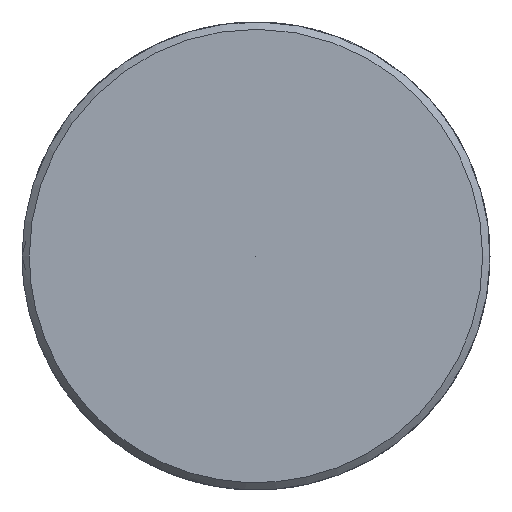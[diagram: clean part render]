
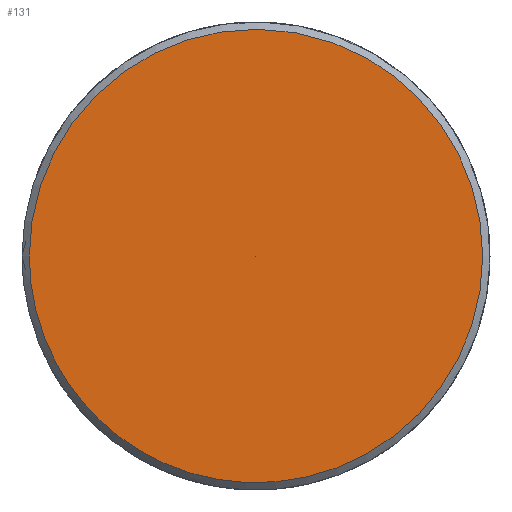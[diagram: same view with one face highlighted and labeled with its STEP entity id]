
A CAD part, left-side view. The second image highlights one B-rep face of the part: STEP entity #131.
In plain terms, the highlighted free-form (B-spline) face has degree [5, 1] with [6, 2] control points.
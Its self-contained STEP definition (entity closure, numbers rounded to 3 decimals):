
#59 = CARTESIAN_POINT ('', (-150., 7.75, 0.));
#60 = VERTEX_POINT ('', #59);
#68 = CARTESIAN_POINT ('', (-150., 7.75, 0.));
#69 = CARTESIAN_POINT ('', (-150., 7.75, 31.));
#70 = CARTESIAN_POINT ('', (-150., -23.25, 15.5));
#71 = CARTESIAN_POINT ('', (-150., -23.25, -15.5));
#72 = CARTESIAN_POINT ('', (-150., 7.75, -31.));
#73 = CARTESIAN_POINT ('', (-150., 7.75, 0.));
#74 = (
   BOUNDED_CURVE ()
   B_SPLINE_CURVE (5, (#68, #69, #70, #71, #72, #73), .UNSPECIFIED., .T., .U.)
   B_SPLINE_CURVE_WITH_KNOTS ((6, 6), (0., 1.), .UNSPECIFIED.)
   CURVE ()
   GEOMETRIC_REPRESENTATION_ITEM ()
   RATIONAL_B_SPLINE_CURVE ((5., 1., 1., 1., 1., 5.))
   REPRESENTATION_ITEM ('')
);
#75 = EDGE_CURVE ('', #60, #60, #74, .T.);
#107 = CARTESIAN_POINT ('', (-150., 0., 0.));
#108 = VERTEX_POINT ('', #107);
#109 = CARTESIAN_POINT ('', (-150., 0., 0.));
#110 = CARTESIAN_POINT ('', (-150., 7.75, 0.));
#111 = B_SPLINE_CURVE_WITH_KNOTS ('', 1, (#109, #110), .UNSPECIFIED., .F., .U., (2, 2), (0., 1.), .UNSPECIFIED.);
#112 = EDGE_CURVE ('', #108, #60, #111, .T.);
#113 = ORIENTED_EDGE ('', *, *, #112, .F.);
#114 = ORIENTED_EDGE ('', *, *, #112, .T.);
#115 = ORIENTED_EDGE ('', *, *, #75, .F.);
#116 = EDGE_LOOP ('', (#113, #114, #115));
#117 = FACE_OUTER_BOUND ('', #116, .T.);
#118 = CARTESIAN_POINT ('', (-150., 0., 0.));
#119 = CARTESIAN_POINT ('', (-150., 7.75, 0.));
#120 = CARTESIAN_POINT ('', (-150., 0., 0.));
#121 = CARTESIAN_POINT ('', (-150., 7.75, 31.));
#122 = CARTESIAN_POINT ('', (-150., 0., 0.));
#123 = CARTESIAN_POINT ('', (-150., -23.25, 15.5));
#124 = CARTESIAN_POINT ('', (-150., 0., 0.));
#125 = CARTESIAN_POINT ('', (-150., -23.25, -15.5));
#126 = CARTESIAN_POINT ('', (-150., 0., 0.));
#127 = CARTESIAN_POINT ('', (-150., 7.75, -31.));
#128 = CARTESIAN_POINT ('', (-150., 0., 0.));
#129 = CARTESIAN_POINT ('', (-150., 7.75, 0.));
#130 = (
   BOUNDED_SURFACE ()
   B_SPLINE_SURFACE (5, 1, ((#118, #119), (#120, #121), (#122, #123), (#124, #125), (#126, #127), (#128, #129)), .UNSPECIFIED., .T., .F., .U.)
   B_SPLINE_SURFACE_WITH_KNOTS ((6, 6), (2, 2), (0., 1.), (0., 1.), .UNSPECIFIED.)
   SURFACE ()
   GEOMETRIC_REPRESENTATION_ITEM ()
   RATIONAL_B_SPLINE_SURFACE (((5., 5.), (1., 1.), (1., 1.), (1., 1.), (1., 1.), (5., 5.)))
   REPRESENTATION_ITEM ('')
);
#131 = ADVANCED_FACE ('', (#117), #130, .T.);
